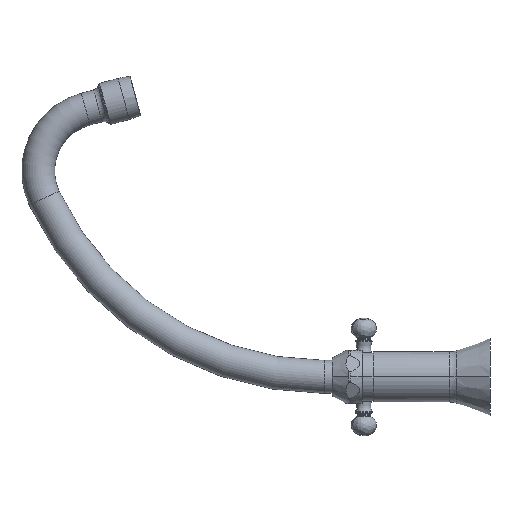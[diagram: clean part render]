
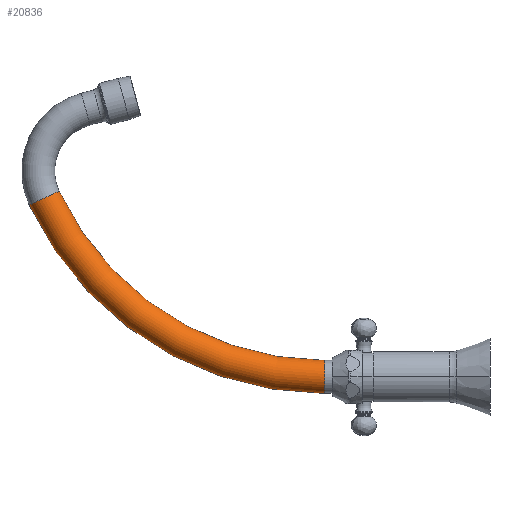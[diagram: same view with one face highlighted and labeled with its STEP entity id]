
A CAD part, left-side view. The second image highlights one B-rep face of the part: STEP entity #20836.
In plain terms, the highlighted toroidal (fillet/blend) face has major radius 168.937 mm and minor radius 9 mm.
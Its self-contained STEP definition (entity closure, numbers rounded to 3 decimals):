
#7277=CARTESIAN_POINT('',(0.,90.1,0.));
#7278=DIRECTION('',(0.,1.,0.));
#7279=DIRECTION('',(0.,0.,-1.));
#7280=AXIS2_PLACEMENT_3D('',#7277,#7278,#7279);
#7282=CARTESIAN_POINT('',(0.,90.1,168.937));
#7283=DIRECTION('',(1.,0.,0.));
#7284=DIRECTION('',(0.,0.,-1.));
#7285=AXIS2_PLACEMENT_3D('',#7282,#7283,#7284);
#7292=CARTESIAN_POINT('',(0.,90.1,168.937));
#7293=DIRECTION('',(1.,0.,0.));
#7294=DIRECTION('',(0.,0.,-1.));
#7295=AXIS2_PLACEMENT_3D('',#7292,#7293,#7294);
#7307=CARTESIAN_POINT('',(0.,243.229,
97.584));
#7308=DIRECTION('',(0.,0.422,0.906));
#7309=DIRECTION('',(0.,0.906,-0.422));
#7310=AXIS2_PLACEMENT_3D('',#7307,#7308,#7309);
#8784=CARTESIAN_POINT('',(0.,90.1,9.));
#8785=CARTESIAN_POINT('',(0.,90.1,-9.));
#8786=VERTEX_POINT('',#8784);
#8787=VERTEX_POINT('',#8785);
#8788=CARTESIAN_POINT('',(0.,235.071,
101.386));
#8789=CARTESIAN_POINT('',(0.,251.387,
93.783));
#8790=VERTEX_POINT('',#8788);
#8791=VERTEX_POINT('',#8789);
#20822=CARTESIAN_POINT('',(0.,90.1,168.937));
#20823=DIRECTION('',(1.,0.,0.));
#20824=DIRECTION('',(0.,0.,1.));
#20825=AXIS2_PLACEMENT_3D('',#20822,#20823,#20824);
#20826=TOROIDAL_SURFACE('',#20825,168.937,9.);
#20827=ORIENTED_EDGE('',*,*,#20809,.F.);
#20829=ORIENTED_EDGE('',*,*,#20828,.T.);
#20831=ORIENTED_EDGE('',*,*,#20830,.T.);
#20833=ORIENTED_EDGE('',*,*,#20832,.F.);
#20834=EDGE_LOOP('',(#20827,#20829,#20831,#20833));
#20835=FACE_OUTER_BOUND('',#20834,.F.);
#20836=ADVANCED_FACE('',(#20835),#20826,.T.);
#7281=CIRCLE('',#7280,9.);
#7286=CIRCLE('',#7285,177.937);
#7296=CIRCLE('',#7295,159.937);
#7311=CIRCLE('',#7310,9.);
#20809=EDGE_CURVE('',#8787,#8786,#7281,.T.);
#20828=EDGE_CURVE('',#8787,#8791,#7286,.T.);
#20830=EDGE_CURVE('',#8791,#8790,#7311,.T.);
#20832=EDGE_CURVE('',#8786,#8790,#7296,.T.);
